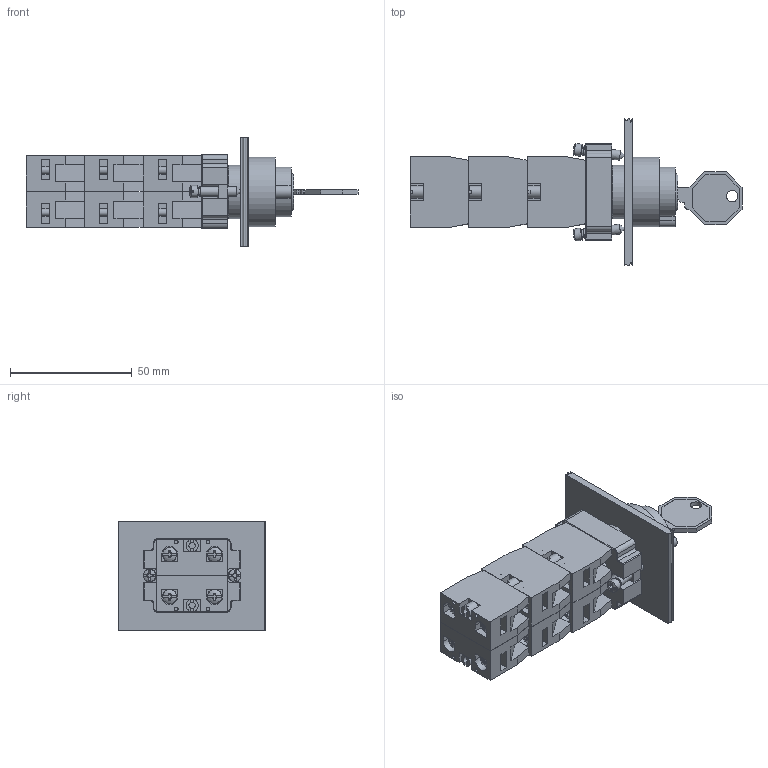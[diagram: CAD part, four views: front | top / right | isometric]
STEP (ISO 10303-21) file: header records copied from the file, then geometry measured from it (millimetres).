
FILE_DESCRIPTION((''),'2;1');
FILE_NAME('2AK2-xx.stp','2007-11-13T16:41:51',('Philipp'),(''),'Autodesk Inventor 2008','Autodesk Inventor 2008','');
FILE_SCHEMA(('AUTOMOTIVE_DESIGN { 1 0 10303 214 1 1 1 1 }'));
Length unit declared in the file: millimetre
Products named in the file (15): 2AK2-xx_assembly; 2AK2-xx_operator; 2AK2-xx; 2KY455; rubber_gasket; 2BRK; DIN 7985 (Z) M4x18-Z; S1; screw; DIN 7985 (H) M3x10-H; S2; panel
Assembly tree (23 placements, depth 3):
  2AK2-xx_assembly
    2AK2-xx_operator
      2AK2-xx
      2KY455
      rubber_gasket
    2BRK
      2BRK
      DIN 7985 (Z) M4x18-Z  x2
    S1  x3
      S1
      screw
      DIN 7985 (H) M3x10-H
    S2  x3
      S2
      screw
      DIN 7985 (H) M3x10-H
    panel
Bounding box: 136.1 x 60.45 x 45 mm (x, y, z)
Volume: 75828.8 mm3; surface area: 47868 mm2
Topology: 31 solids, 31 shells, 1272 faces, 3331 edges, 2180 vertices
Faces by surface type: plane 710, cylinder 198, cone 194, bspline 132, sphere 28, torus 10
Full cylindrical faces by diameter (mm): 1.5 x24, 2 x1, 2.5 x5, 2.6 x12, 2.75 x12, 3 x18, 3.65 x2, 4 x2, 5 x8, 13.5 x1, 17.75 x1, 20.3 x1, 22 x2, 22.25 x1, 22.5 x1, 24 x1, 24.25 x1, 24.8 x1, 25 x1, 26.5 x1, 28.5 x1
Entity records: 15414 total; most frequent: CARTESIAN_POINT 3395, DIRECTION 2393, ORIENTED_EDGE 2324, EDGE_CURVE 1162, AXIS2_PLACEMENT_3D 814, VERTEX_POINT 793, VECTOR 765, LINE 765
